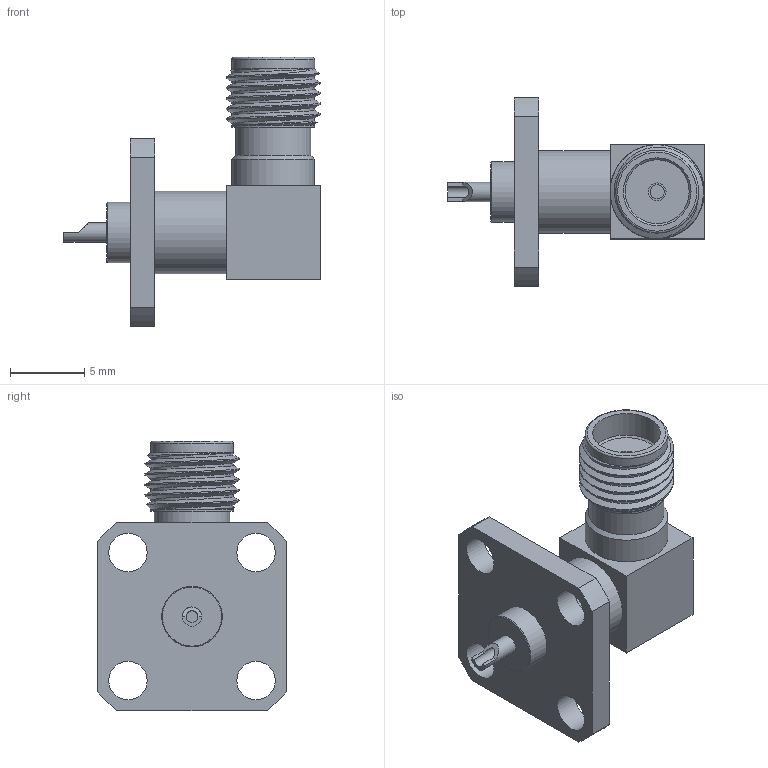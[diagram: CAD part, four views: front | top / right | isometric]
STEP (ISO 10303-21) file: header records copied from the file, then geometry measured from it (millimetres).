
FILE_DESCRIPTION (( 'STEP AP203' ), '1' );
FILE_NAME ('SC3787.step', '2019-11-13T22:02:57', ( '' ), ( '' ), 'SwSTEP 2.0', 'SolidWorks 2018', '' );
FILE_SCHEMA (( 'CONFIG_CONTROL_DESIGN' ));
Length unit declared in the file: inch
Products named in the file (1): SC3787
Bounding box: 17.3 x 12.7 x 18.18 mm (x, y, z)
Volume: 802.4 mm3; surface area: 957 mm2
Topology: 1 solids, 1 shells, 52 faces, 121 edges, 80 vertices
Faces by surface type: plane 23, cylinder 20, cone 5, bspline 3, torus 1
Full cylindrical faces by diameter (mm): 0.787 x1, 0.94 x1, 1.194 x1, 1.295 x1, 2.591 x4, 4.089 x1, 4.572 x1, 5.074 x1, 5.569 x1, 5.582 x3
Entity records: 2515 total; most frequent: CARTESIAN_POINT 1378, DIRECTION 218, ORIENTED_EDGE 184, EDGE_CURVE 92, AXIS2_PLACEMENT_3D 91, EDGE_LOOP 88, VERTEX_POINT 70, FACE_OUTER_BOUND 68
